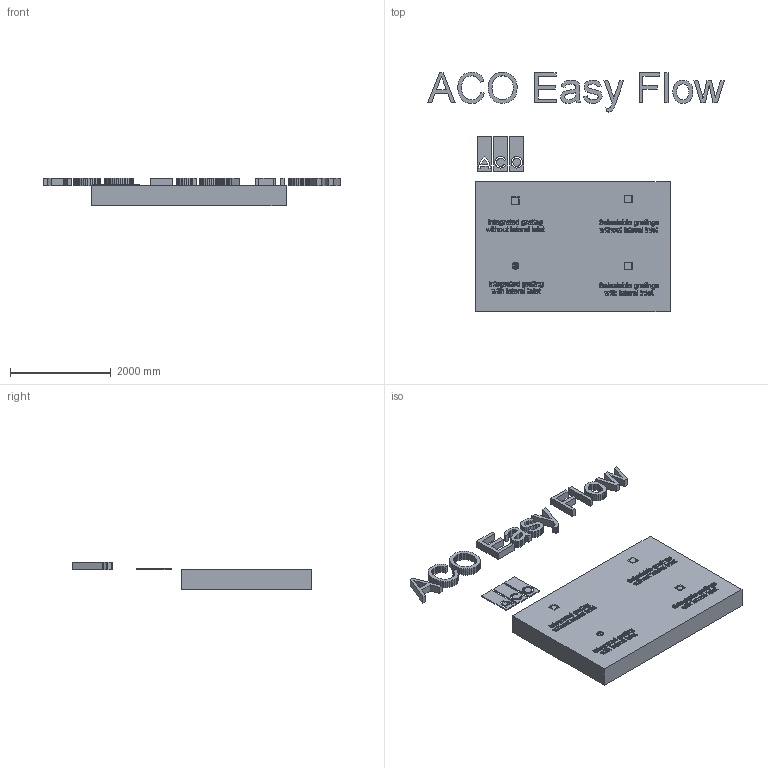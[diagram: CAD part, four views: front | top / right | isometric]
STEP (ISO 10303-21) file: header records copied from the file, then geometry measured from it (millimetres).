
FILE_DESCRIPTION(/* description */ (''),/* implementation_level */ '2;1');
FILE_NAME(/* name */ 'ACO EasyFlow.s.iam.stp',/* time_stamp */ '2025-06-10T09:28:41+02:00',/* author */ ('AUnternaehrer'),/* organization */ (''),/* preprocessor_version */ 'ST-DEVELOPER v18.1',/* originating_system */ 'Autodesk Inventor 2022',/* authorisation */ '');
FILE_SCHEMA (('AUTOMOTIVE_DESIGN { 1 0 10303 214 3 1 1 }'));
Products named in the file (43): ACO EasyFlow.s; ACO EasyFlow; ACO EasyFlow_1; ACO EasyFlow_2; ACO EasyFlow_3; ACO EasyFlow_4; ACO EasyFlow_5; ACO EasyFlow_6; ACO EasyFlow_7; ACO EasyFlow_8; ACO EasyFlow_9; ACO EasyFlow_10; ACO EasyFlow_11; ACO EasyFlow_12; ACO EasyFlow_13; ACO EasyFlow_14; ACO EasyFlow_15; ACO EasyFlow_16; ACO EasyFlow_17; ACO EasyFlow_18; ACO EasyFlow_19; ACO EasyFlow_20; ACO EasyFlow_21; ACO EasyFlow_22; ACO EasyFlow_23; ACO EasyFlow_24; ACO EasyFlow_25; ACO EasyFlow_26; ACO EasyFlow_27; ACO EasyFlow_28; ACO EasyFlow_29; ACO EasyFlow_30; ACO EasyFlow_31; ACO EasyFlow_32; ACO EasyFlow_33; ACO EasyFlow_34; ACO EasyFlow_35; ACO EasyFlow_36; ACO EasyFlow_37; ACO EasyFlow_38 ...
Assembly tree (42 placements, depth 2):
  ACO EasyFlow.s
    ACO EasyFlow
    ACO EasyFlow_1
    ACO EasyFlow_2
    ACO EasyFlow_3
    ACO EasyFlow_4
    ACO EasyFlow_5
    ACO EasyFlow_6
    ACO EasyFlow_7
    ACO EasyFlow_8
    ACO EasyFlow_9
    ACO EasyFlow_10
    ACO EasyFlow_11
    ACO EasyFlow_12
    ACO EasyFlow_13
    ACO EasyFlow_14
    ACO EasyFlow_15
    ACO EasyFlow_16
    ACO EasyFlow_17
    ACO EasyFlow_18
    ACO EasyFlow_19
    ACO EasyFlow_20
    ACO EasyFlow_21
    ACO EasyFlow_22
    ACO EasyFlow_23
    ACO EasyFlow_24
    ACO EasyFlow_25
    ACO EasyFlow_26
    ACO EasyFlow_27
    ACO EasyFlow_28
    ACO EasyFlow_29
    ACO EasyFlow_30
    ACO EasyFlow_31
    ACO EasyFlow_32
    ACO EasyFlow_33
    ACO EasyFlow_34
    ACO EasyFlow_35
    ACO EasyFlow_36
    ACO EasyFlow_37
    ACO EasyFlow_38
    ACO EasyFlow_39
    ACO EasyFlow_40
    ACO EasyFlow_41
Bounding box: 5885.52 x 4755.57 x 550 mm (x, y, z)
Volume: 4167321135.8 mm3; surface area: 36069701.5 mm2
Topology: 204 solids, 204 shells, 4265 faces, 11511 edges, 7666 vertices
Faces by surface type: plane 4155, cylinder 102, torus 4, cone 4
Full cylindrical faces by diameter (mm): 43.947 x4, 50 x7, 65.11 x4, 70.524 x4, 93 x4, 121 x7, 125 x11, 130 x4, 136 x1, 150 x4, 157.689 x1, 227.773 x1, 303 x4
Entity records: 133194 total; most frequent: CARTESIAN_POINT 23527, ORIENTED_EDGE 23022, DIRECTION 20451, EDGE_CURVE 11511, LINE 11271, VECTOR 11271, VERTEX_POINT 7666, AXIS2_PLACEMENT_3D 4590
